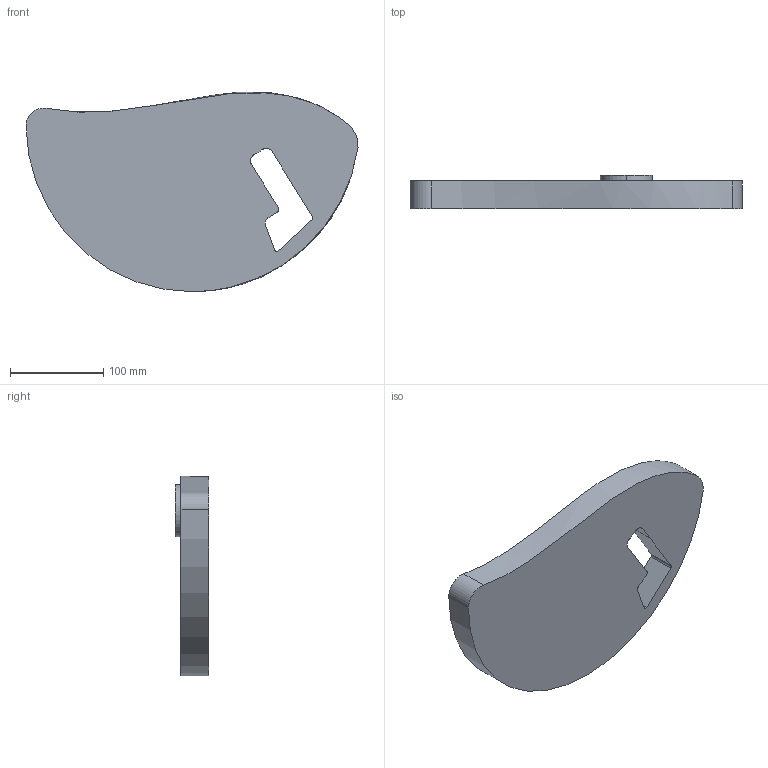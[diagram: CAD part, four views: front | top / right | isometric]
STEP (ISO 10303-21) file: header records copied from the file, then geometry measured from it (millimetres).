
FILE_DESCRIPTION (( 'STEP AP203' ), '1' );
FILE_NAME ('172541.step', '2025-08-25T18:36:33', ( '' ), ( '' ), 'SwSTEP 2.0', 'SolidWorks 2024', '' );
FILE_SCHEMA (( 'CONFIG_CONTROL_DESIGN' ));
Length unit declared in the file: millimetre
Products named in the file (1): 172541
Bounding box: 356.16 x 36 x 213.98 mm (x, y, z)
Volume: 752502.2 mm3; surface area: 182007.8 mm2
Topology: 1 solids, 1 shells, 100 faces, 257 edges, 167 vertices
Faces by surface type: bspline 55, plane 20, cylinder 16, cone 6, torus 3
Entity records: 5203 total; most frequent: CARTESIAN_POINT 3142, ORIENTED_EDGE 514, EDGE_CURVE 257, DIRECTION 228, VERTEX_POINT 167, B_SPLINE_CURVE_WITH_KNOTS 142, EDGE_LOOP 110, FACE_OUTER_BOUND 100
